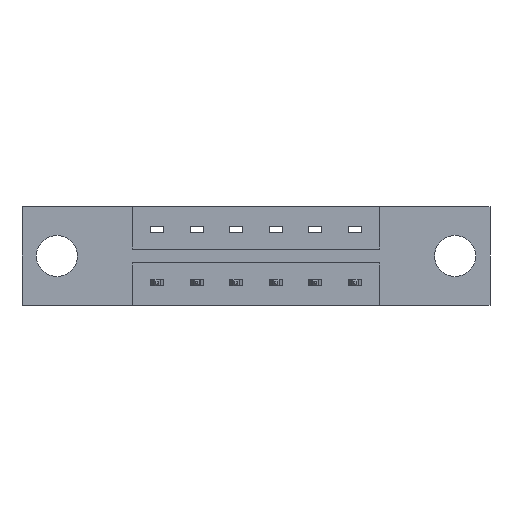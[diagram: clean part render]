
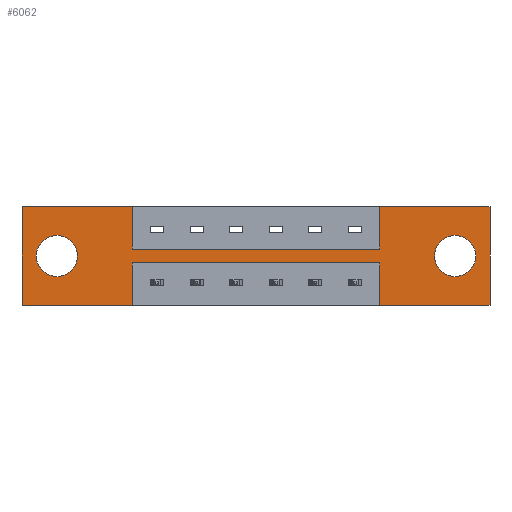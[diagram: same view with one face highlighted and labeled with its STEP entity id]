
A CAD part, front view. The second image highlights one B-rep face of the part: STEP entity #6062.
In plain terms, the highlighted planar face has unit normal (0, -1, 0).
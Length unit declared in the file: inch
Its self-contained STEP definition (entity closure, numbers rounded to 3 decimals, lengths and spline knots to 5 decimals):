
#18 = CARTESIAN_POINT ( 'NONE',  ( 0.4175, 0., 0. ) ) ;
#22 = CARTESIAN_POINT ( 'NONE',  ( 1.3575, 0., -0.161 ) ) ;
#41 = AXIS2_PLACEMENT_3D ( 'NONE', #4398, #658, #539 ) ;
#224 = VERTEX_POINT ( 'NONE', #4175 ) ;
#252 = CARTESIAN_POINT ( 'NONE',  ( 0., 0., -0.375 ) ) ;
#310 = DIRECTION ( 'NONE',  ( 0., 0., -1. ) ) ;
#350 = CARTESIAN_POINT ( 'NONE',  ( 0.4175, 0., -0.161 ) ) ;
#520 = VECTOR ( 'NONE', #6683, 39.37008 ) ;
#539 = DIRECTION ( 'NONE',  ( 0., 0., 1. ) ) ;
#568 = LINE ( 'NONE', #2465, #7639 ) ;
#623 = ORIENTED_EDGE ( 'NONE', *, *, #6566, .F. ) ;
#658 = DIRECTION ( 'NONE',  ( 0., 1., 0. ) ) ;
#751 = CARTESIAN_POINT ( 'NONE',  ( 0.4175, 0., -0.161 ) ) ;
#759 = CARTESIAN_POINT ( 'NONE',  ( 0., 0., 0. ) ) ;
#801 = EDGE_CURVE ( 'NONE', #3265, #3724, #1686, .T. ) ;
#816 = LINE ( 'NONE', #6619, #2933 ) ;
#868 = CARTESIAN_POINT ( 'NONE',  ( 0., 0., -0.375 ) ) ;
#874 = PLANE ( 'NONE',  #3503 ) ;
#1086 = FACE_BOUND ( 'NONE', #1143, .T. ) ;
#1143 = EDGE_LOOP ( 'NONE', ( #1453, #2118 ) ) ;
#1198 = VECTOR ( 'NONE', #7640, 39.37008 ) ;
#1230 = VERTEX_POINT ( 'NONE', #4584 ) ;
#1243 = CARTESIAN_POINT ( 'NONE',  ( 0., 0., 0. ) ) ;
#1301 = DIRECTION ( 'NONE',  ( 0., 0., 1. ) ) ;
#1453 = ORIENTED_EDGE ( 'NONE', *, *, #8211, .T. ) ;
#1460 = DIRECTION ( 'NONE',  ( 0., 0., 1. ) ) ;
#1474 = FACE_BOUND ( 'NONE', #2755, .T. ) ;
#1606 = CIRCLE ( 'NONE', #3908, 0.078 ) ;
#1624 = LINE ( 'NONE', #2266, #2425 ) ;
#1686 = LINE ( 'NONE', #350, #7743 ) ;
#1693 = VERTEX_POINT ( 'NONE', #2212 ) ;
#1876 = CARTESIAN_POINT ( 'NONE',  ( 1.3575, 0., -0.161 ) ) ;
#1934 = ORIENTED_EDGE ( 'NONE', *, *, #2863, .T. ) ;
#1942 = CARTESIAN_POINT ( 'NONE',  ( 0.1325, 0., -0.1095 ) ) ;
#2118 = ORIENTED_EDGE ( 'NONE', *, *, #8127, .T. ) ;
#2164 = CARTESIAN_POINT ( 'NONE',  ( 0., 0., -0.375 ) ) ;
#2212 = CARTESIAN_POINT ( 'NONE',  ( 0.1325, 0., -0.2655 ) ) ;
#2255 = CARTESIAN_POINT ( 'NONE',  ( 0., 0., -0.375 ) ) ;
#2266 = CARTESIAN_POINT ( 'NONE',  ( 0.4175, 0., -0.214 ) ) ;
#2346 = VERTEX_POINT ( 'NONE', #1942 ) ;
#2425 = VECTOR ( 'NONE', #2861, 39.37008 ) ;
#2440 = ORIENTED_EDGE ( 'NONE', *, *, #5099, .F. ) ;
#2456 = DIRECTION ( 'NONE',  ( 0., 0., -1. ) ) ;
#2465 = CARTESIAN_POINT ( 'NONE',  ( 1.775, 0., 0. ) ) ;
#2533 = ORIENTED_EDGE ( 'NONE', *, *, #5851, .F. ) ;
#2689 = CARTESIAN_POINT ( 'NONE',  ( 1.6425, 0., -0.1875 ) ) ;
#2720 = DIRECTION ( 'NONE',  ( 1., 0., 0. ) ) ;
#2754 = DIRECTION ( 'NONE',  ( 0., -1., 0. ) ) ;
#2755 = EDGE_LOOP ( 'NONE', ( #6760, #1934 ) ) ;
#2756 = CARTESIAN_POINT ( 'NONE',  ( 0., 0., 0. ) ) ;
#2758 = DIRECTION ( 'NONE',  ( 0., 1., 0. ) ) ;
#2772 = VERTEX_POINT ( 'NONE', #7992 ) ;
#2861 = DIRECTION ( 'NONE',  ( 0., 0., -1. ) ) ;
#2863 = EDGE_CURVE ( 'NONE', #1693, #2346, #4280, .T. ) ;
#2900 = DIRECTION ( 'NONE',  ( -1., 0., 0. ) ) ;
#2933 = VECTOR ( 'NONE', #7259, 39.37008 ) ;
#3028 = CARTESIAN_POINT ( 'NONE',  ( 1.3575, 0., -0.214 ) ) ;
#3030 = VECTOR ( 'NONE', #1460, 39.37008 ) ;
#3046 = VERTEX_POINT ( 'NONE', #18 ) ;
#3095 = FACE_OUTER_BOUND ( 'NONE', #3325, .T. ) ;
#3215 = ORIENTED_EDGE ( 'NONE', *, *, #5586, .F. ) ;
#3265 = VERTEX_POINT ( 'NONE', #751 ) ;
#3325 = EDGE_LOOP ( 'NONE', ( #8036, #623, #2533, #7627, #5989, #4234, #7478, #5401, #5032, #3215, #3936, #2440 ) ) ;
#3426 = VECTOR ( 'NONE', #2456, 39.37008 ) ;
#3458 = CARTESIAN_POINT ( 'NONE',  ( 0.4175, 0., -0.161 ) ) ;
#3503 = AXIS2_PLACEMENT_3D ( 'NONE', #252, #2754, #5415 ) ;
#3572 = EDGE_CURVE ( 'NONE', #2346, #1693, #7085, .T. ) ;
#3722 = VECTOR ( 'NONE', #4803, 39.37008 ) ;
#3724 = VERTEX_POINT ( 'NONE', #22 ) ;
#3908 = AXIS2_PLACEMENT_3D ( 'NONE', #2689, #2758, #4599 ) ;
#3936 = ORIENTED_EDGE ( 'NONE', *, *, #4064, .F. ) ;
#3989 = EDGE_CURVE ( 'NONE', #8149, #8056, #816, .T. ) ;
#4064 = EDGE_CURVE ( 'NONE', #2772, #5553, #1624, .T. ) ;
#4091 = AXIS2_PLACEMENT_3D ( 'NONE', #5003, #5687, #6991 ) ;
#4175 = CARTESIAN_POINT ( 'NONE',  ( 1.775, 0., -0.375 ) ) ;
#4234 = ORIENTED_EDGE ( 'NONE', *, *, #801, .F. ) ;
#4280 = CIRCLE ( 'NONE', #4091, 0.078 ) ;
#4398 = CARTESIAN_POINT ( 'NONE',  ( 0.1325, 0., -0.1875 ) ) ;
#4412 = LINE ( 'NONE', #1876, #5726 ) ;
#4531 = LINE ( 'NONE', #3458, #3426 ) ;
#4584 = CARTESIAN_POINT ( 'NONE',  ( 1.3575, 0., -0.375 ) ) ;
#4599 = DIRECTION ( 'NONE',  ( 0., 0., -1. ) ) ;
#4621 = CARTESIAN_POINT ( 'NONE',  ( 1.3575, 0., 0. ) ) ;
#4633 = LINE ( 'NONE', #3028, #1198 ) ;
#4654 = VERTEX_POINT ( 'NONE', #5693 ) ;
#4803 = DIRECTION ( 'NONE',  ( -1., 0., 0. ) ) ;
#4816 = CARTESIAN_POINT ( 'NONE',  ( 1.6425, 0., -0.1875 ) ) ;
#4836 = VERTEX_POINT ( 'NONE', #2164 ) ;
#4904 = EDGE_CURVE ( 'NONE', #3046, #3265, #4531, .T. ) ;
#4943 = LINE ( 'NONE', #2756, #6051 ) ;
#5003 = CARTESIAN_POINT ( 'NONE',  ( 0.1325, 0., -0.1875 ) ) ;
#5032 = ORIENTED_EDGE ( 'NONE', *, *, #7619, .F. ) ;
#5099 = EDGE_CURVE ( 'NONE', #4654, #2772, #7756, .T. ) ;
#5275 = EDGE_CURVE ( 'NONE', #3724, #8149, #4412, .T. ) ;
#5401 = ORIENTED_EDGE ( 'NONE', *, *, #7585, .F. ) ;
#5415 = DIRECTION ( 'NONE',  ( 0., 0., -1. ) ) ;
#5432 = LINE ( 'NONE', #2255, #7838 ) ;
#5491 = VERTEX_POINT ( 'NONE', #7330 ) ;
#5553 = VERTEX_POINT ( 'NONE', #6775 ) ;
#5586 = EDGE_CURVE ( 'NONE', #5553, #4836, #5432, .T. ) ;
#5672 = DIRECTION ( 'NONE',  ( 0., 0., -1. ) ) ;
#5687 = DIRECTION ( 'NONE',  ( 0., 1., 0. ) ) ;
#5693 = CARTESIAN_POINT ( 'NONE',  ( 1.3575, 0., -0.214 ) ) ;
#5726 = VECTOR ( 'NONE', #1301, 39.37008 ) ;
#5836 = CARTESIAN_POINT ( 'NONE',  ( 1.775, 0., 0. ) ) ;
#5851 = EDGE_CURVE ( 'NONE', #8056, #224, #568, .T. ) ;
#5860 = VERTEX_POINT ( 'NONE', #1243 ) ;
#5989 = ORIENTED_EDGE ( 'NONE', *, *, #5275, .F. ) ;
#6051 = VECTOR ( 'NONE', #2720, 39.37008 ) ;
#6062 = ADVANCED_FACE ( 'NONE', ( #1086, #1474, #3095 ), #874, .T. ) ;
#6254 = LINE ( 'NONE', #759, #3030 ) ;
#6566 = EDGE_CURVE ( 'NONE', #224, #1230, #7888, .T. ) ;
#6619 = CARTESIAN_POINT ( 'NONE',  ( 0., 0., 0. ) ) ;
#6683 = DIRECTION ( 'NONE',  ( -1., 0., 0. ) ) ;
#6698 = VERTEX_POINT ( 'NONE', #7649 ) ;
#6760 = ORIENTED_EDGE ( 'NONE', *, *, #3572, .T. ) ;
#6775 = CARTESIAN_POINT ( 'NONE',  ( 0.4175, 0., -0.375 ) ) ;
#6857 = DIRECTION ( 'NONE',  ( 1., 0., 0. ) ) ;
#6991 = DIRECTION ( 'NONE',  ( 0., 0., 1. ) ) ;
#7085 = CIRCLE ( 'NONE', #41, 0.078 ) ;
#7259 = DIRECTION ( 'NONE',  ( 1., 0., 0. ) ) ;
#7330 = CARTESIAN_POINT ( 'NONE',  ( 1.6425, 0., -0.2655 ) ) ;
#7366 = CARTESIAN_POINT ( 'NONE',  ( 0.4175, 0., -0.214 ) ) ;
#7375 = AXIS2_PLACEMENT_3D ( 'NONE', #4816, #8026, #310 ) ;
#7478 = ORIENTED_EDGE ( 'NONE', *, *, #4904, .F. ) ;
#7585 = EDGE_CURVE ( 'NONE', #5860, #3046, #4943, .T. ) ;
#7619 = EDGE_CURVE ( 'NONE', #4836, #5860, #6254, .T. ) ;
#7627 = ORIENTED_EDGE ( 'NONE', *, *, #3989, .F. ) ;
#7639 = VECTOR ( 'NONE', #5672, 39.37008 ) ;
#7640 = DIRECTION ( 'NONE',  ( 0., 0., 1. ) ) ;
#7649 = CARTESIAN_POINT ( 'NONE',  ( 1.6425, 0., -0.1095 ) ) ;
#7659 = CIRCLE ( 'NONE', #7375, 0.078 ) ;
#7743 = VECTOR ( 'NONE', #6857, 39.37008 ) ;
#7756 = LINE ( 'NONE', #7366, #3722 ) ;
#7838 = VECTOR ( 'NONE', #2900, 39.37008 ) ;
#7888 = LINE ( 'NONE', #868, #520 ) ;
#7931 = EDGE_CURVE ( 'NONE', #1230, #4654, #4633, .T. ) ;
#7992 = CARTESIAN_POINT ( 'NONE',  ( 0.4175, 0., -0.214 ) ) ;
#8026 = DIRECTION ( 'NONE',  ( 0., 1., 0. ) ) ;
#8036 = ORIENTED_EDGE ( 'NONE', *, *, #7931, .F. ) ;
#8056 = VERTEX_POINT ( 'NONE', #5836 ) ;
#8127 = EDGE_CURVE ( 'NONE', #5491, #6698, #1606, .T. ) ;
#8149 = VERTEX_POINT ( 'NONE', #4621 ) ;
#8211 = EDGE_CURVE ( 'NONE', #6698, #5491, #7659, .T. ) ;
